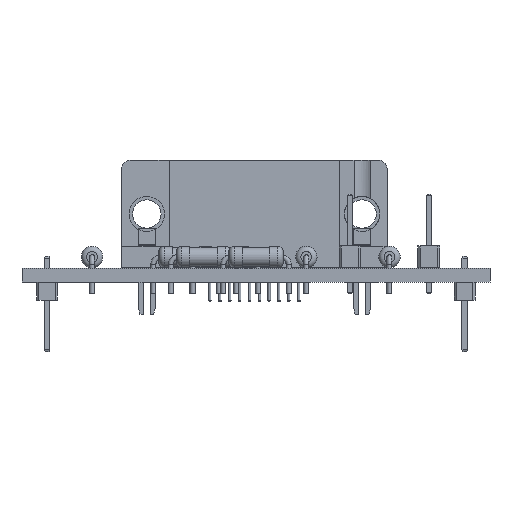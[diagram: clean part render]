
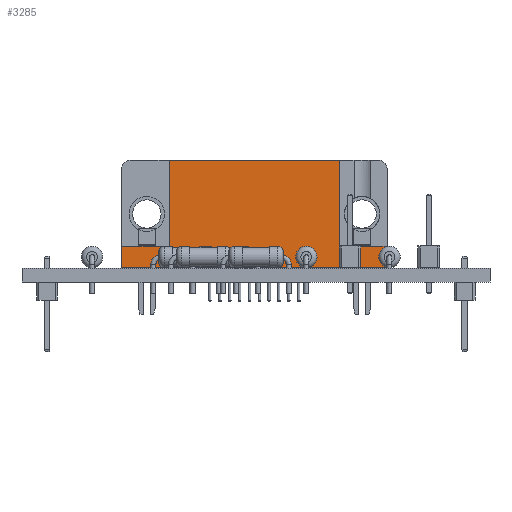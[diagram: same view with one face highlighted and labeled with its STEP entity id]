
A CAD part, left-side view. The second image highlights one B-rep face of the part: STEP entity #3285.
In plain terms, the highlighted face is planar.
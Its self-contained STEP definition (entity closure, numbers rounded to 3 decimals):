
#2262 = VERTEX_POINT('',#2263);
#2263 = CARTESIAN_POINT('',(5.893,1.61,12.5));
#2269 = EDGE_CURVE('',#2262,#2270,#2272,.T.);
#2270 = VERTEX_POINT('',#2271);
#2271 = CARTESIAN_POINT('',(-13.908,1.61,12.5));
#2272 = LINE('',#2273,#2274);
#2273 = CARTESIAN_POINT('',(11.393,1.61,12.5));
#2274 = VECTOR('',#2275,1.);
#2275 = DIRECTION('',(-1.,0.,0.));
#2328 = VERTEX_POINT('',#2329);
#2329 = CARTESIAN_POINT('',(-19.408,1.61,2.5));
#2335 = EDGE_CURVE('',#2328,#2336,#2338,.T.);
#2336 = VERTEX_POINT('',#2337);
#2337 = CARTESIAN_POINT('',(-19.408,1.61,0.));
#2338 = LINE('',#2339,#2340);
#2339 = CARTESIAN_POINT('',(-19.408,1.61,12.5));
#2340 = VECTOR('',#2341,1.);
#2341 = DIRECTION('',(0.,0.,-1.));
#2417 = VERTEX_POINT('',#2418);
#2418 = CARTESIAN_POINT('',(11.393,1.61,0.));
#2424 = EDGE_CURVE('',#2417,#2425,#2427,.T.);
#2425 = VERTEX_POINT('',#2426);
#2426 = CARTESIAN_POINT('',(11.393,1.61,2.5));
#2427 = LINE('',#2428,#2429);
#2428 = CARTESIAN_POINT('',(11.393,1.61,0.));
#2429 = VECTOR('',#2430,1.);
#2430 = DIRECTION('',(0.,0.,1.));
#2455 = EDGE_CURVE('',#2336,#2417,#2456,.T.);
#2456 = LINE('',#2457,#2458);
#2457 = CARTESIAN_POINT('',(-19.408,1.61,0.));
#2458 = VECTOR('',#2459,1.);
#2459 = DIRECTION('',(1.,0.,0.));
#3220 = EDGE_CURVE('',#2262,#3221,#3223,.T.);
#3221 = VERTEX_POINT('',#3222);
#3222 = CARTESIAN_POINT('',(5.893,1.61,2.5));
#3223 = LINE('',#3224,#3225);
#3224 = CARTESIAN_POINT('',(5.893,1.61,10.625));
#3225 = VECTOR('',#3226,1.);
#3226 = DIRECTION('',(0.,0.,-1.));
#3285 = ADVANCED_FACE('',(#3286),#3313,.F.);
#3286 = FACE_BOUND('',#3287,.F.);
#3287 = EDGE_LOOP('',(#3288,#3289,#3290,#3298,#3304,#3305,#3306,#3307));
#3288 = ORIENTED_EDGE('',*,*,#3220,.F.);
#3289 = ORIENTED_EDGE('',*,*,#2269,.T.);
#3290 = ORIENTED_EDGE('',*,*,#3291,.F.);
#3291 = EDGE_CURVE('',#3292,#2270,#3294,.T.);
#3292 = VERTEX_POINT('',#3293);
#3293 = CARTESIAN_POINT('',(-13.908,1.61,2.5));
#3294 = LINE('',#3295,#3296);
#3295 = CARTESIAN_POINT('',(-13.908,1.61,4.375));
#3296 = VECTOR('',#3297,1.);
#3297 = DIRECTION('',(0.,0.,1.));
#3298 = ORIENTED_EDGE('',*,*,#3299,.F.);
#3299 = EDGE_CURVE('',#2328,#3292,#3300,.T.);
#3300 = LINE('',#3301,#3302);
#3301 = CARTESIAN_POINT('',(-12.458,1.61,2.5));
#3302 = VECTOR('',#3303,1.);
#3303 = DIRECTION('',(1.,0.,0.));
#3304 = ORIENTED_EDGE('',*,*,#2335,.T.);
#3305 = ORIENTED_EDGE('',*,*,#2455,.T.);
#3306 = ORIENTED_EDGE('',*,*,#2424,.T.);
#3307 = ORIENTED_EDGE('',*,*,#3308,.F.);
#3308 = EDGE_CURVE('',#3221,#2425,#3309,.T.);
#3309 = LINE('',#3310,#3311);
#3310 = CARTESIAN_POINT('',(0.943,1.61,2.5));
#3311 = VECTOR('',#3312,1.);
#3312 = DIRECTION('',(1.,0.,0.));
#3313 = PLANE('',#3314);
#3314 = AXIS2_PLACEMENT_3D('',#3315,#3316,#3317);
#3315 = CARTESIAN_POINT('',(-4.008,1.61,6.25));
#3316 = DIRECTION('',(0.,-1.,0.));
#3317 = DIRECTION('',(1.,0.,0.));
